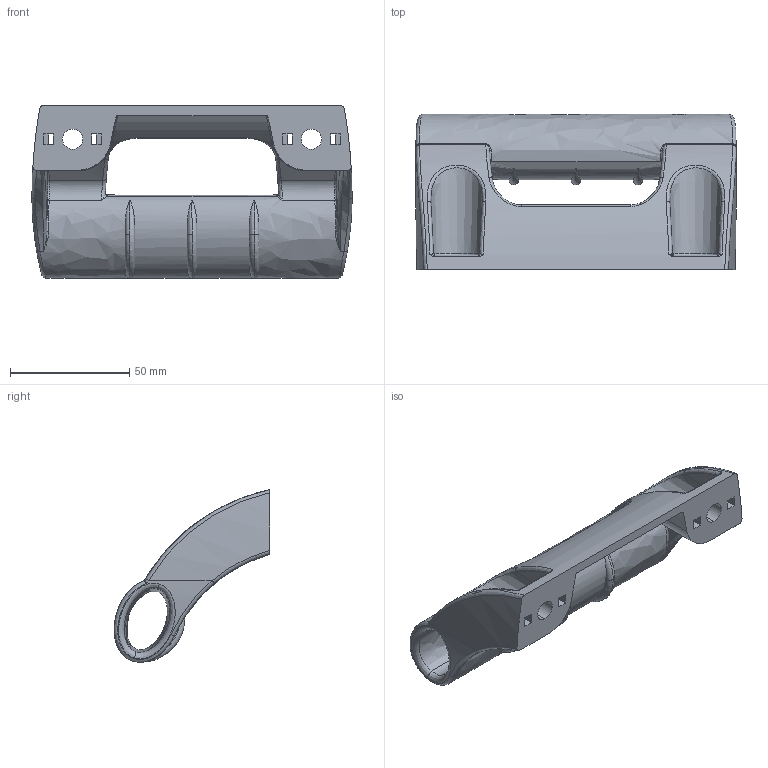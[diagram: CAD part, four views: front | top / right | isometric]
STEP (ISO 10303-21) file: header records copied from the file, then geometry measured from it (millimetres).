
FILE_DESCRIPTION (( 'STEP AP214' ), '1' );
FILE_NAME ('4.04.SPMH.STEP', '2025-06-12T20:40:53', ( '' ), ( '' ), 'SwSTEP 2.0', 'SolidWorks 2023', '' );
FILE_SCHEMA (( 'AUTOMOTIVE_DESIGN' ));
Length unit declared in the file: millimetre
Products named in the file (1): 4.04.SPMH
Bounding box: 134 x 65.18 x 72.21 mm (x, y, z)
Volume: 94394.2 mm3; surface area: 41911 mm2
Topology: 1 solids, 1 shells, 176 faces, 460 edges, 275 vertices
Faces by surface type: bspline 81, plane 41, cylinder 37, torus 12, sphere 3, cone 2
Entity records: 13403 total; most frequent: CARTESIAN_POINT 9830, ORIENTED_EDGE 900, DIRECTION 525, EDGE_CURVE 450, VERTEX_POINT 275, AXIS2_PLACEMENT_3D 197, EDGE_LOOP 191, B_SPLINE_CURVE_WITH_KNOTS 179
